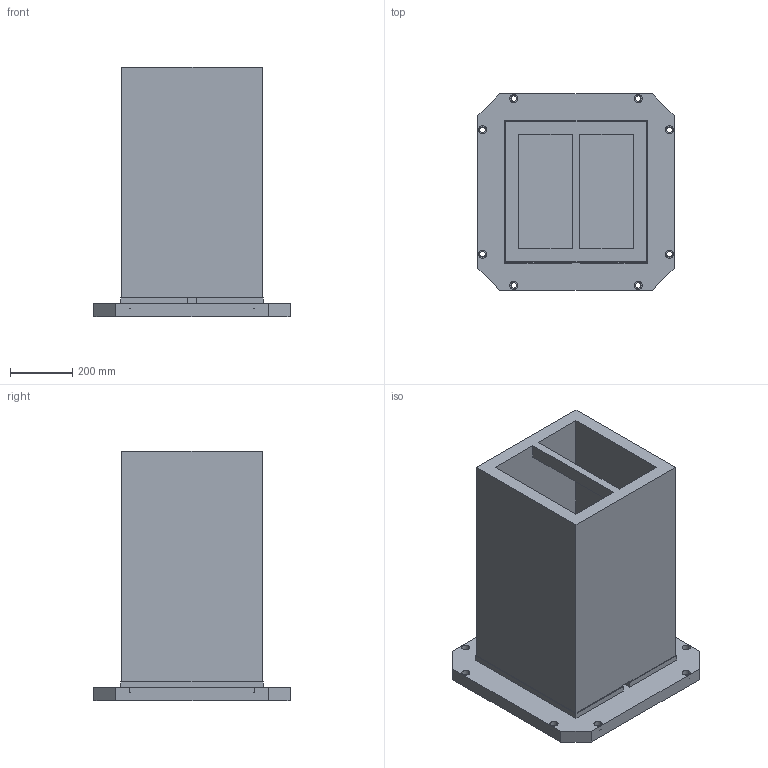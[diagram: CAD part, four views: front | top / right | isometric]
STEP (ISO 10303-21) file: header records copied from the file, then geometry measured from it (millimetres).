
FILE_DESCRIPTION(('STEP AP214'),'1');
FILE_NAME(' ',' ',('TraceParts'),('TraceParts S.A.'),'XStep 1.0',' ',' ');
FILE_SCHEMA(('automotive_design'));
Length unit declared in the file: millimetre
Products named in the file (1): 1
Bounding box: 630 x 630 x 800 mm (x, y, z)
Volume: 68661079.2 mm3; surface area: 3428565.7 mm2
Topology: 1 solids, 1 shells, 77 faces, 198 edges, 132 vertices
Faces by surface type: plane 41, cylinder 36
Entity records: 4694 total; most frequent: DIRECTION 426, STYLED_ITEM 408, PRESENTATION_STYLE_ASSIGNMENT 408, CARTESIAN_POINT 408, COLOUR_RGB 408, ORIENTED_EDGE 396, EDGE_CURVE 198, CURVE_STYLE 198
